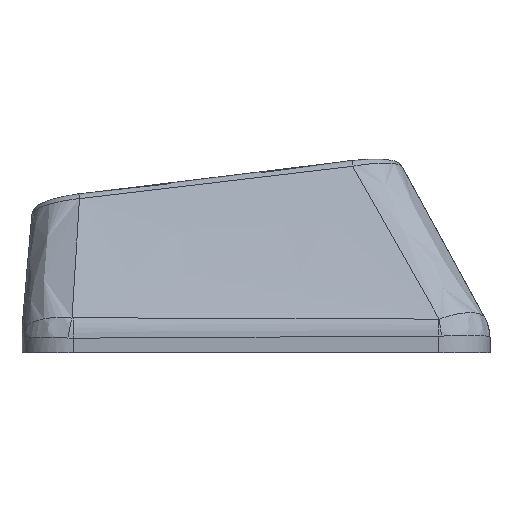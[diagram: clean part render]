
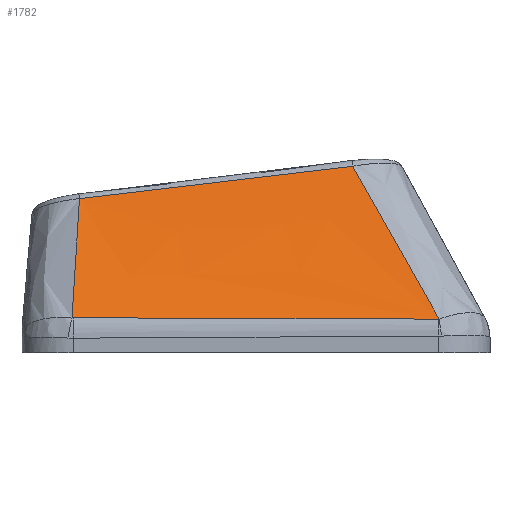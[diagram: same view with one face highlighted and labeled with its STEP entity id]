
A CAD part, left-side view. The second image highlights one B-rep face of the part: STEP entity #1782.
In plain terms, the highlighted free-form (B-spline) face has degree [3, 3] with [4, 4] control points.
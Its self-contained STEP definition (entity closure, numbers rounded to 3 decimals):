
#62=B_SPLINE_SURFACE_WITH_KNOTS('',3,3,((#4650,#4651,#4652,#4653),(#4654,
#4655,#4656,#4657),(#4658,#4659,#4660,#4661),(#4662,#4663,#4664,#4665)),
 .UNSPECIFIED.,.F.,.F.,.F.,(4,4),(4,4),(0.1,0.893),
(0.041,0.952),.UNSPECIFIED.);
#247=FACE_OUTER_BOUND('',#346,.T.);
#346=EDGE_LOOP('',(#1577,#1578,#1579,#1580,#1581,#1582));
#623=B_SPLINE_CURVE_WITH_KNOTS('',3,(#4189,#4190,#4191,#4192),
 .UNSPECIFIED.,.F.,.F.,(4,4),(0.,0.003),
 .UNSPECIFIED.);
#625=B_SPLINE_CURVE_WITH_KNOTS('',3,(#4216,#4217,#4218,#4219),
 .UNSPECIFIED.,.F.,.F.,(4,4),(0.,1.416),.UNSPECIFIED.);
#627=B_SPLINE_CURVE_WITH_KNOTS('',3,(#4240,#4241,#4242,#4243),
 .UNSPECIFIED.,.F.,.F.,(4,4),(0.,0.005),
 .UNSPECIFIED.);
#635=B_SPLINE_CURVE_WITH_KNOTS('',3,(#4336,#4337,#4338,#4339),
 .UNSPECIFIED.,.F.,.F.,(4,4),(-0.573,-0.028),
 .UNSPECIFIED.);
#646=B_SPLINE_CURVE_WITH_KNOTS('',3,(#4584,#4585,#4586,#4587),
 .UNSPECIFIED.,.F.,.F.,(4,4),(-1.068,0.),
 .UNSPECIFIED.);
#650=B_SPLINE_CURVE_WITH_KNOTS('',3,(#4646,#4647,#4648,#4649),
 .UNSPECIFIED.,.F.,.F.,(4,4),(0.033,0.774),
 .UNSPECIFIED.);
#793=VERTEX_POINT('',#3814);
#816=VERTEX_POINT('',#4151);
#818=VERTEX_POINT('',#4182);
#820=VERTEX_POINT('',#4209);
#826=VERTEX_POINT('',#4335);
#841=VERTEX_POINT('',#4550);
#1071=EDGE_CURVE('',#816,#818,#623,.T.);
#1074=EDGE_CURVE('',#818,#820,#625,.T.);
#1076=EDGE_CURVE('',#820,#793,#627,.T.);
#1084=EDGE_CURVE('',#793,#826,#635,.T.);
#1112=EDGE_CURVE('',#826,#841,#646,.T.);
#1116=EDGE_CURVE('',#841,#816,#650,.T.);
#1577=ORIENTED_EDGE('',*,*,#1071,.F.);
#1578=ORIENTED_EDGE('',*,*,#1116,.F.);
#1579=ORIENTED_EDGE('',*,*,#1112,.F.);
#1580=ORIENTED_EDGE('',*,*,#1084,.F.);
#1581=ORIENTED_EDGE('',*,*,#1076,.F.);
#1582=ORIENTED_EDGE('',*,*,#1074,.F.);
#1782=ADVANCED_FACE('',(#247),#62,.T.);
#3814=CARTESIAN_POINT('',(-11.233,7.14,0.368));
#4151=CARTESIAN_POINT('',(-11.308,-7.107,0.314));
#4182=CARTESIAN_POINT('',(-11.308,-7.077,0.312));
#4189=CARTESIAN_POINT('Ctrl Pts',(-11.308,-7.107,0.314));
#4190=CARTESIAN_POINT('Ctrl Pts',(-11.308,-7.097,0.312));
#4191=CARTESIAN_POINT('Ctrl Pts',(-11.308,-7.087,0.312));
#4192=CARTESIAN_POINT('Ctrl Pts',(-11.308,-7.077,0.312));
#4209=CARTESIAN_POINT('',(-11.236,7.086,0.363));
#4216=CARTESIAN_POINT('Ctrl Pts',(-11.308,-7.077,0.312));
#4217=CARTESIAN_POINT('Ctrl Pts',(-11.29,-2.357,0.327));
#4218=CARTESIAN_POINT('Ctrl Pts',(-11.268,2.364,0.344));
#4219=CARTESIAN_POINT('Ctrl Pts',(-11.236,7.086,0.363));
#4240=CARTESIAN_POINT('Ctrl Pts',(-11.236,7.086,0.363));
#4241=CARTESIAN_POINT('Ctrl Pts',(-11.236,7.104,0.363));
#4242=CARTESIAN_POINT('Ctrl Pts',(-11.235,7.122,0.365));
#4243=CARTESIAN_POINT('Ctrl Pts',(-11.233,7.14,0.368));
#4335=CARTESIAN_POINT('',(-8.385,6.849,4.986));
#4336=CARTESIAN_POINT('Ctrl Pts',(-11.233,7.14,0.368));
#4337=CARTESIAN_POINT('Ctrl Pts',(-10.279,7.036,1.905));
#4338=CARTESIAN_POINT('Ctrl Pts',(-9.328,6.938,3.444));
#4339=CARTESIAN_POINT('Ctrl Pts',(-8.385,6.849,4.986));
#4550=CARTESIAN_POINT('',(-8.372,-3.753,6.241));
#4584=CARTESIAN_POINT('Ctrl Pts',(-8.385,6.849,4.986));
#4585=CARTESIAN_POINT('Ctrl Pts',(-8.381,3.315,5.401));
#4586=CARTESIAN_POINT('Ctrl Pts',(-8.377,-0.219,
5.82));
#4587=CARTESIAN_POINT('Ctrl Pts',(-8.372,-3.753,6.241));
#4646=CARTESIAN_POINT('Ctrl Pts',(-8.372,-3.753,6.241));
#4647=CARTESIAN_POINT('Ctrl Pts',(-9.357,-4.877,4.27));
#4648=CARTESIAN_POINT('Ctrl Pts',(-10.334,-5.994,2.293));
#4649=CARTESIAN_POINT('Ctrl Pts',(-11.308,-7.107,0.314));
#4650=CARTESIAN_POINT('Ctrl Pts',(-8.372,-4.131,6.284));
#4651=CARTESIAN_POINT('Ctrl Pts',(-9.351,-5.124,4.294));
#4652=CARTESIAN_POINT('Ctrl Pts',(-10.33,-6.116,2.303));
#4653=CARTESIAN_POINT('Ctrl Pts',(-11.308,-7.108,0.312));
#4654=CARTESIAN_POINT('Ctrl Pts',(-8.372,-0.374,
5.847));
#4655=CARTESIAN_POINT('Ctrl Pts',(-9.351,-1.035,3.995));
#4656=CARTESIAN_POINT('Ctrl Pts',(-10.33,-1.697,2.143));
#4657=CARTESIAN_POINT('Ctrl Pts',(-11.308,-2.359,0.29));
#4658=CARTESIAN_POINT('Ctrl Pts',(-8.372,3.384,5.41));
#4659=CARTESIAN_POINT('Ctrl Pts',(-9.351,3.053,3.696));
#4660=CARTESIAN_POINT('Ctrl Pts',(-10.33,2.722,1.982));
#4661=CARTESIAN_POINT('Ctrl Pts',(-11.308,2.391,0.269));
#4662=CARTESIAN_POINT('Ctrl Pts',(-8.372,7.142,4.973));
#4663=CARTESIAN_POINT('Ctrl Pts',(-9.351,7.141,3.398));
#4664=CARTESIAN_POINT('Ctrl Pts',(-10.33,7.141,1.822));
#4665=CARTESIAN_POINT('Ctrl Pts',(-11.308,7.14,0.247));
